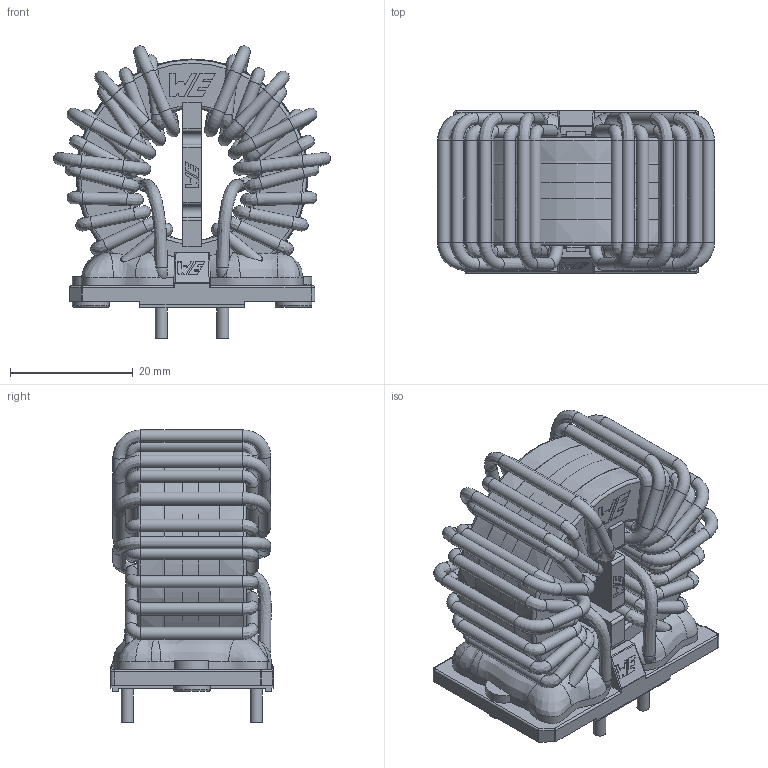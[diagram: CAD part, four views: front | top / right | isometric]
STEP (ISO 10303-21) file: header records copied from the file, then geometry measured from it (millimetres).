
FILE_DESCRIPTION(/* description */ ('Unknown'),/* implementation_level */ '2;1');
FILE_NAME(/* name */ '7448062105_Rev1.1',/* time_stamp */ '2024-01-16T10:16:50+01:00',/* author */ ('Unknown'),/* organization */ ('Unknown'),/* preprocessor_version */ 'ST-DEVELOPER v16.7',/* originating_system */ 'Solid Edge',/* authorisation */ 'Unknown');
FILE_SCHEMA (('AUTOMOTIVE_DESIGN {1 0 10303 214 3 1 1}'));
Length unit declared in the file: millimetre
Products named in the file (10): 7448062105; Tape; t36-base_Rev1.1; spacer-2320-1_Rev1.1; Glue; Winding; CASE-T3424_Rev1; CASE-T3424-A_Rev1.1; CORE-342415_Rev1.1; CASE-T3424-B_Rev1.1
Assembly tree (9 placements, depth 3):
  7448062105
    Tape
    t36-base_Rev1.1
    spacer-2320-1_Rev1.1
    Glue
    Winding
    CASE-T3424_Rev1
      CASE-T3424-A_Rev1.1
      CORE-342415_Rev1.1
      CASE-T3424-B_Rev1.1
Bounding box: 45.11 x 26.5 x 47.58 mm (x, y, z)
Volume: 23984 mm3; surface area: 34572.8 mm2
Topology: 34 solids, 34 shells, 1109 faces, 2760 edges, 1719 vertices
Faces by surface type: plane 502, cylinder 344, torus 107, bspline 104, cone 34, sphere 18
Full cylindrical faces by diameter (mm): 1.7 x8, 2 x116, 2.2 x4, 2.4 x4, 6 x2, 21.5 x1, 23.4 x2, 24 x1, 34 x1, 34.8 x2, 37.5 x1
Entity records: 54534 total; most frequent: CARTESIAN_POINT 25518, DIRECTION 4960, ORIENTED_EDGE 4782, EDGE_CURVE 2391, AXIS2_PLACEMENT_3D 1824, VERTEX_POINT 1677, EDGE_LOOP 1488, FACE_BOUND 1488
